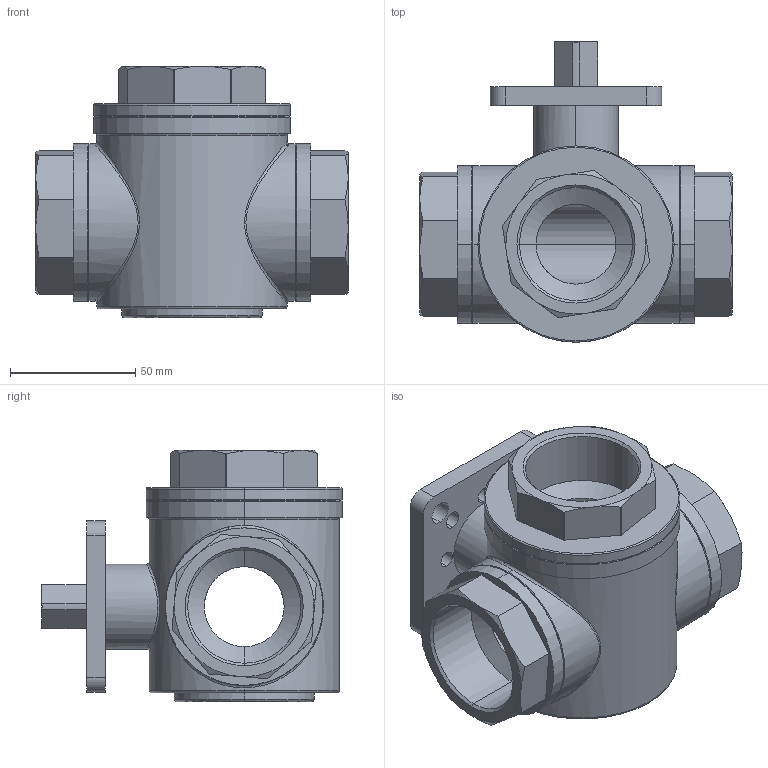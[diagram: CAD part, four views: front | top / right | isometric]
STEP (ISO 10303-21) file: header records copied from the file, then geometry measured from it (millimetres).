
FILE_DESCRIPTION (( 'STEP AP203' ), '1' );
FILE_NAME ('Type1612-DN40.STEP', '2011-02-08T08:51:17', ( 'Jes Rudebeck' ), ( 'JETEK Rådgivende Maskiningeniør ApS' ), 'SwSTEP 2.0', 'SolidWorks 2010', '' );
FILE_SCHEMA (( 'CONFIG_CONTROL_DESIGN' ));
Length unit declared in the file: millimetre
Products named in the file (1): Type1612-DN40
Bounding box: 125 x 120.25 x 100.5 mm (x, y, z)
Volume: 432588.9 mm3; surface area: 74054.1 mm2
Topology: 1 solids, 1 shells, 185 faces, 465 edges, 290 vertices
Faces by surface type: cylinder 67, plane 53, cone 51, torus 8, bspline 6
Entity records: 7723 total; most frequent: CARTESIAN_POINT 3189, DIRECTION 941, ORIENTED_EDGE 930, EDGE_CURVE 465, AXIS2_PLACEMENT_3D 373, VERTEX_POINT 290, EDGE_LOOP 217, VECTOR 195
